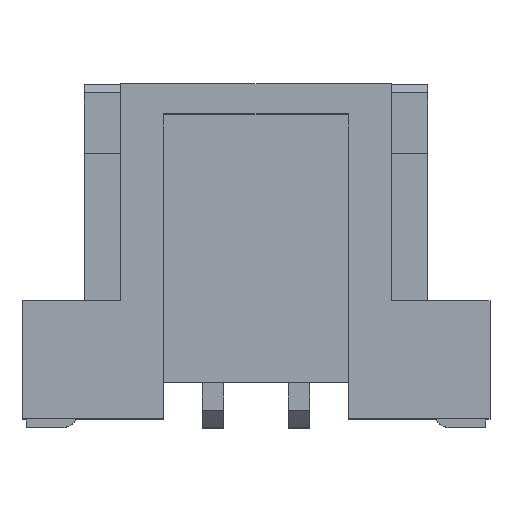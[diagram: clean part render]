
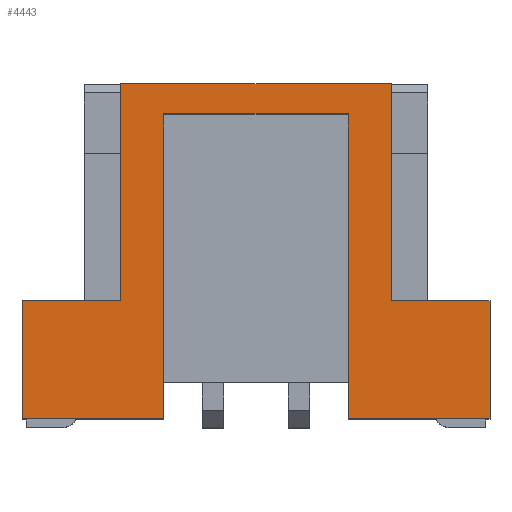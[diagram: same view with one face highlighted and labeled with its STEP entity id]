
A CAD part, top view. The second image highlights one B-rep face of the part: STEP entity #4443.
In plain terms, the highlighted planar face has unit normal (0, 0, 1).
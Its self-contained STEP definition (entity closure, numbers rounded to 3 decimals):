
#642=DIRECTION('',(1.,0.,0.));
#643=VECTOR('',#642,6.3);
#644=CARTESIAN_POINT('',(-3.15,4.9,4.86));
#645=LINE('',#644,#643);
#724=DIRECTION('',(0.,1.,0.));
#725=VECTOR('',#724,5.05);
#726=CARTESIAN_POINT('',(-3.15,-0.15,4.86));
#727=LINE('',#726,#725);
#732=DIRECTION('',(0.,1.,0.));
#733=VECTOR('',#732,5.05);
#734=CARTESIAN_POINT('',(3.15,-0.15,4.86));
#735=LINE('',#734,#733);
#736=DIRECTION('',(-1.,0.,0.));
#737=VECTOR('',#736,2.3);
#738=CARTESIAN_POINT('',(5.45,-0.15,4.86));
#739=LINE('',#738,#737);
#740=DIRECTION('',(1.,0.,0.));
#741=VECTOR('',#740,3.3);
#742=CARTESIAN_POINT('',(2.15,-2.9,4.86));
#743=LINE('',#742,#741);
#744=DIRECTION('',(1.,0.,0.));
#745=VECTOR('',#744,4.3);
#746=CARTESIAN_POINT('',(-2.15,4.2,4.86));
#747=LINE('',#746,#745);
#748=DIRECTION('',(0.,1.,0.));
#749=VECTOR('',#748,7.1);
#750=CARTESIAN_POINT('',(-2.15,-2.9,4.86));
#751=LINE('',#750,#749);
#752=DIRECTION('',(0.,-1.,0.));
#753=VECTOR('',#752,2.75);
#754=CARTESIAN_POINT('',(-5.45,-0.15,4.86));
#755=LINE('',#754,#753);
#756=DIRECTION('',(0.,-1.,0.));
#757=VECTOR('',#756,2.75);
#758=CARTESIAN_POINT('',(5.45,-0.15,4.86));
#759=LINE('',#758,#757);
#1232=DIRECTION('',(0.,1.,0.));
#1233=VECTOR('',#1232,7.1);
#1234=CARTESIAN_POINT('',(2.15,-2.9,4.86));
#1235=LINE('',#1234,#1233);
#1268=DIRECTION('',(-1.,0.,0.));
#1269=VECTOR('',#1268,3.3);
#1270=CARTESIAN_POINT('',(-2.15,-2.9,4.86));
#1271=LINE('',#1270,#1269);
#1632=DIRECTION('',(1.,0.,0.));
#1633=VECTOR('',#1632,2.3);
#1634=CARTESIAN_POINT('',(-5.45,-0.15,4.86));
#1635=LINE('',#1634,#1633);
#2815=CARTESIAN_POINT('',(-3.15,-0.15,4.86));
#2816=CARTESIAN_POINT('',(-3.15,4.9,4.86));
#2817=VERTEX_POINT('',#2815);
#2818=VERTEX_POINT('',#2816);
#2833=CARTESIAN_POINT('',(-5.45,-0.15,4.86));
#2834=VERTEX_POINT('',#2833);
#2898=CARTESIAN_POINT('',(-5.45,-2.9,4.86));
#2900=VERTEX_POINT('',#2898);
#2917=CARTESIAN_POINT('',(-2.15,-2.9,4.86));
#2918=VERTEX_POINT('',#2917);
#2919=CARTESIAN_POINT('',(3.15,4.9,4.86));
#2920=VERTEX_POINT('',#2919);
#2921=CARTESIAN_POINT('',(-2.15,4.2,4.86));
#2922=VERTEX_POINT('',#2921);
#2923=CARTESIAN_POINT('',(2.15,4.2,4.86));
#2924=VERTEX_POINT('',#2923);
#2925=CARTESIAN_POINT('',(2.15,-2.9,4.86));
#2926=VERTEX_POINT('',#2925);
#2927=CARTESIAN_POINT('',(5.45,-2.9,4.86));
#2928=VERTEX_POINT('',#2927);
#2929=CARTESIAN_POINT('',(5.45,-0.15,4.86));
#2930=VERTEX_POINT('',#2929);
#2931=CARTESIAN_POINT('',(3.15,-0.15,4.86));
#2932=VERTEX_POINT('',#2931);
#4417=CARTESIAN_POINT('',(3.3,-2.9,4.86));
#4418=DIRECTION('',(0.,0.,1.));
#4419=DIRECTION('',(1.,0.,0.));
#4420=AXIS2_PLACEMENT_3D('',#4417,#4418,#4419);
#4421=PLANE('',#4420);
#4422=ORIENTED_EDGE('',*,*,#4267,.T.);
#4423=ORIENTED_EDGE('',*,*,#3751,.F.);
#4424=ORIENTED_EDGE('',*,*,#3780,.F.);
#4426=ORIENTED_EDGE('',*,*,#4425,.T.);
#4427=ORIENTED_EDGE('',*,*,#3976,.F.);
#4429=ORIENTED_EDGE('',*,*,#4428,.T.);
#4431=ORIENTED_EDGE('',*,*,#4430,.F.);
#4433=ORIENTED_EDGE('',*,*,#4432,.F.);
#4435=ORIENTED_EDGE('',*,*,#4434,.T.);
#4437=ORIENTED_EDGE('',*,*,#4436,.F.);
#4439=ORIENTED_EDGE('',*,*,#4438,.T.);
#4440=ORIENTED_EDGE('',*,*,#4402,.T.);
#4441=EDGE_LOOP('',(#4422,#4423,#4424,#4426,#4427,#4429,#4431,#4433,#4435,#4437,
#4439,#4440));
#4442=FACE_OUTER_BOUND('',#4441,.F.);
#4443=ADVANCED_FACE('',(#4442),#4421,.T.);
#3751=EDGE_CURVE('',#2932,#2920,#735,.T.);
#3780=EDGE_CURVE('',#2930,#2932,#739,.T.);
#3976=EDGE_CURVE('',#2926,#2928,#743,.T.);
#4267=EDGE_CURVE('',#2818,#2920,#645,.T.);
#4402=EDGE_CURVE('',#2817,#2818,#727,.T.);
#4425=EDGE_CURVE('',#2930,#2928,#759,.T.);
#4428=EDGE_CURVE('',#2926,#2924,#1235,.T.);
#4430=EDGE_CURVE('',#2922,#2924,#747,.T.);
#4432=EDGE_CURVE('',#2918,#2922,#751,.T.);
#4434=EDGE_CURVE('',#2918,#2900,#1271,.T.);
#4436=EDGE_CURVE('',#2834,#2900,#755,.T.);
#4438=EDGE_CURVE('',#2834,#2817,#1635,.T.);
